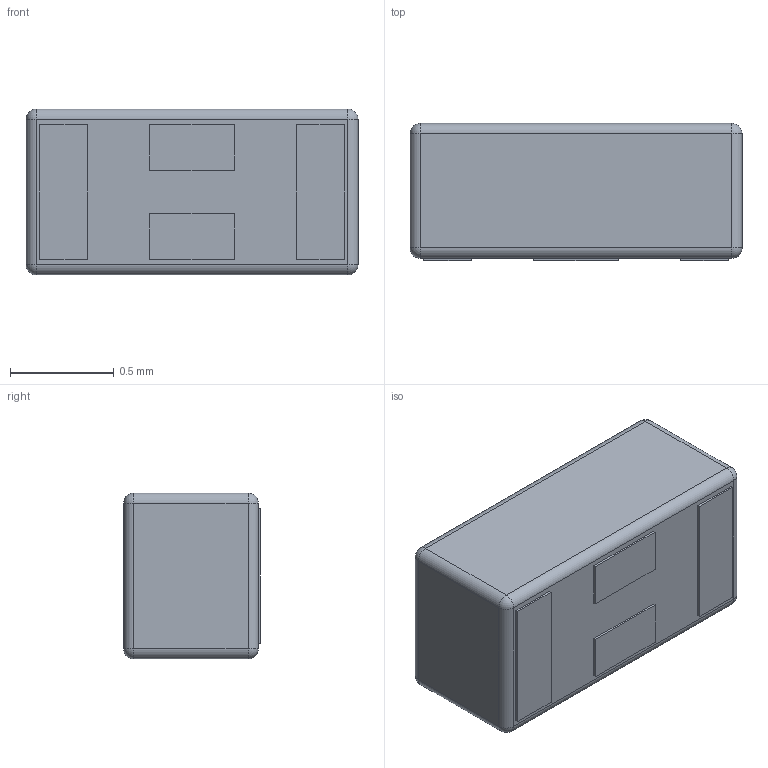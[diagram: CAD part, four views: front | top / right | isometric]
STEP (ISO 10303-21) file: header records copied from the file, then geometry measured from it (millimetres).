
FILE_DESCRIPTION (( 'STEP AP214' ), '1' );
FILE_NAME ('EIA0603.STEP', '2023-08-25T07:49:14', ( '' ), ( '' ), 'SwSTEP 2.0', 'SolidWorks 2022', '' );
FILE_SCHEMA (( 'AUTOMOTIVE_DESIGN' ));
Length unit declared in the file: millimetre
Products named in the file (1): EIA0603
Bounding box: 1.6 x 0.66 x 0.8 mm (x, y, z)
Volume: 0.8 mm3; surface area: 5.5 mm2
Topology: 1 solids, 1 shells, 51 faces, 116 edges, 64 vertices
Faces by surface type: plane 31, cylinder 12, sphere 8
Entity records: 1423 total; most frequent: DIRECTION 236, CARTESIAN_POINT 224, ORIENTED_EDGE 216, EDGE_CURVE 108, VECTOR 84, LINE 84, AXIS2_PLACEMENT_3D 76, VERTEX_POINT 64
